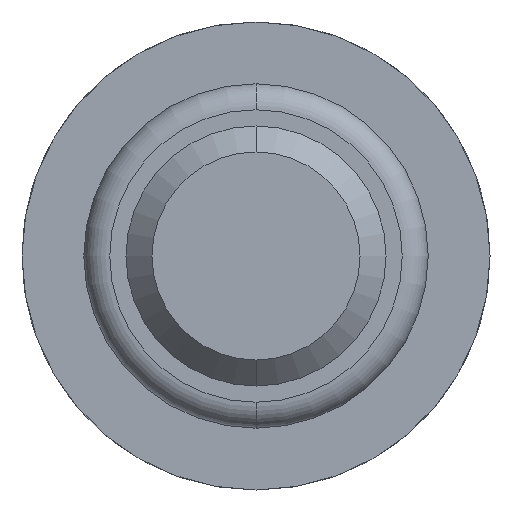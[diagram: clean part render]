
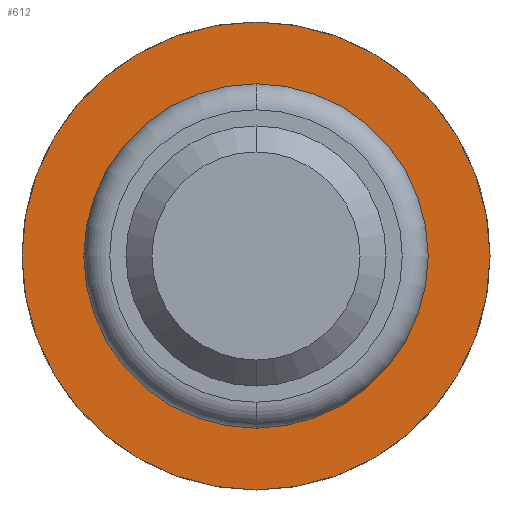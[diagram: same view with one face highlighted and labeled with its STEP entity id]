
A CAD part, front view. The second image highlights one B-rep face of the part: STEP entity #612.
In plain terms, the highlighted planar face has unit normal (0, -1, 0).
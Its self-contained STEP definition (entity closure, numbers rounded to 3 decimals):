
#11 = CARTESIAN_POINT ( 'NONE',  ( 0., -1.8, 0. ) ) ;
#54 = CARTESIAN_POINT ( 'NONE',  ( 0., -1.8, -1.325 ) ) ;
#110 = EDGE_CURVE ( 'Defeature ausgef�hrt4_13+Defeature ausgef�hrt4_14+Defeature ausgef�hrt4_14+Defeature ausgef�hrt4_14', #2797, #1661, #2992, .T. ) ;
#449 = CARTESIAN_POINT ( 'NONE',  ( 0., -1.8, 0. ) ) ;
#471 = ORIENTED_EDGE ( 'NONE', *, *, #2473, .F. ) ;
#555 = VERTEX_POINT ( 'NONE', #2636 ) ;
#612 = ADVANCED_FACE ( 'Defeature ausgef�hrt4_13', ( #852, #3608 ), #614, .F. ) ;
#614 = PLANE ( 'NONE',  #3348 ) ;
#657 = CARTESIAN_POINT ( 'NONE',  ( 0., -1.8, 1.325 ) ) ;
#696 = AXIS2_PLACEMENT_3D ( 'NONE', #449, #3655, #1812 ) ;
#852 = FACE_OUTER_BOUND ( 'NONE', #4494, .T. ) ;
#939 = CARTESIAN_POINT ( 'NONE',  ( 1.8, -1.8, 0. ) ) ;
#1147 = CARTESIAN_POINT ( 'NONE',  ( 0., -1.8, 0. ) ) ;
#1209 = ORIENTED_EDGE ( 'NONE', *, *, #4628, .T. ) ;
#1538 = AXIS2_PLACEMENT_3D ( 'NONE', #1147, #3273, #2243 ) ;
#1636 = EDGE_CURVE ( 'Defeature ausgef�hrt4_12+Defeature ausgef�hrt4_13+Defeature ausgef�hrt4_13+Defeature ausgef�hrt4_13', #555, #4033, #2258, .T. ) ;
#1661 = VERTEX_POINT ( 'NONE', #54 ) ;
#1705 = CARTESIAN_POINT ( 'NONE',  ( 0., -1.8, -1.8 ) ) ;
#1748 = AXIS2_PLACEMENT_3D ( 'NONE', #4418, #2266, #2621 ) ;
#1786 = ORIENTED_EDGE ( 'NONE', *, *, #1636, .F. ) ;
#1812 = DIRECTION ( 'NONE',  ( 0., 0., 1. ) ) ;
#2124 = EDGE_LOOP ( 'NONE', ( #2125, #1209 ) ) ;
#2125 = ORIENTED_EDGE ( 'NONE', *, *, #110, .T. ) ;
#2243 = DIRECTION ( 'NONE',  ( 0., 0., 1. ) ) ;
#2258 = CIRCLE ( 'NONE', #1538, 1.8 ) ;
#2266 = DIRECTION ( 'NONE',  ( 0., 1., 0. ) ) ;
#2473 = EDGE_CURVE ( 'Defeature ausgef�hrt4_12+Defeature ausgef�hrt4_13+Defeature ausgef�hrt4_13+Defeature ausgef�hrt4_13', #4033, #555, #2861, .T. ) ;
#2621 = DIRECTION ( 'NONE',  ( 0., 0., 1. ) ) ;
#2636 = CARTESIAN_POINT ( 'NONE',  ( 0., -1.8, 1.8 ) ) ;
#2797 = VERTEX_POINT ( 'NONE', #657 ) ;
#2861 = CIRCLE ( 'NONE', #1748, 1.8 ) ;
#2911 = DIRECTION ( 'NONE',  ( 0., 1., 0. ) ) ;
#2992 = CIRCLE ( 'NONE', #696, 1.325 ) ;
#3108 = AXIS2_PLACEMENT_3D ( 'NONE', #11, #2911, #3319 ) ;
#3273 = DIRECTION ( 'NONE',  ( 0., 1., 0. ) ) ;
#3319 = DIRECTION ( 'NONE',  ( 0., 0., 1. ) ) ;
#3348 = AXIS2_PLACEMENT_3D ( 'NONE', #939, #4623, #3536 ) ;
#3536 = DIRECTION ( 'NONE',  ( 0., 0., 1. ) ) ;
#3608 = FACE_BOUND ( 'NONE', #2124, .T. ) ;
#3655 = DIRECTION ( 'NONE',  ( 0., 1., 0. ) ) ;
#3793 = CIRCLE ( 'NONE', #3108, 1.325 ) ;
#4033 = VERTEX_POINT ( 'NONE', #1705 ) ;
#4418 = CARTESIAN_POINT ( 'NONE',  ( 0., -1.8, 0. ) ) ;
#4494 = EDGE_LOOP ( 'NONE', ( #1786, #471 ) ) ;
#4623 = DIRECTION ( 'NONE',  ( 0., 1., 0. ) ) ;
#4628 = EDGE_CURVE ( 'Defeature ausgef�hrt4_13+Defeature ausgef�hrt4_14+Defeature ausgef�hrt4_14+Defeature ausgef�hrt4_14', #1661, #2797, #3793, .T. ) ;
